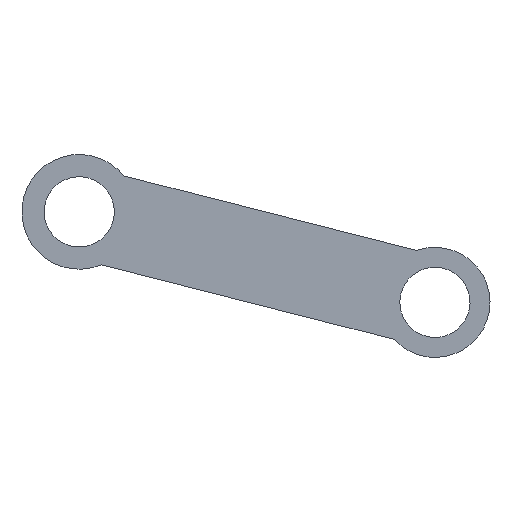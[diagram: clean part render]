
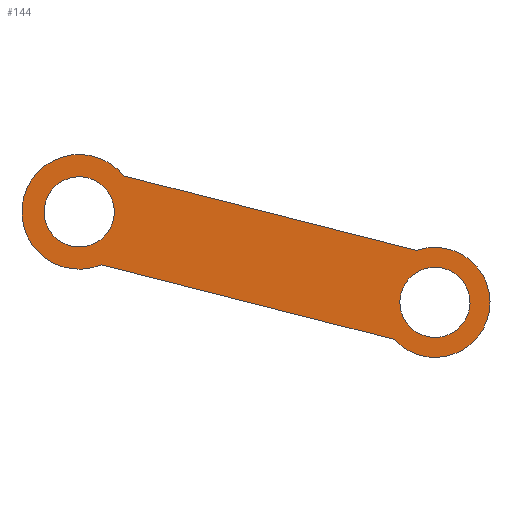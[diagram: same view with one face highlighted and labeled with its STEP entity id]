
A CAD part, front view. The second image highlights one B-rep face of the part: STEP entity #144.
In plain terms, the highlighted planar face has unit normal (0, -1, 0).
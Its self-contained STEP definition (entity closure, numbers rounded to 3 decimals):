
#21=FACE_BOUND('',#37,.T.);
#22=FACE_BOUND('',#38,.T.);
#26=FACE_OUTER_BOUND('',#36,.T.);
#36=EDGE_LOOP('',(#115,#116,#117,#118));
#37=EDGE_LOOP('',(#119));
#38=EDGE_LOOP('',(#120));
#48=LINE('',#246,#58);
#49=LINE('',#250,#59);
#58=VECTOR('',#202,10.);
#59=VECTOR('',#207,10.);
#67=CIRCLE('',#169,12.5);
#68=CIRCLE('',#172,12.);
#69=CIRCLE('',#173,7.65);
#70=CIRCLE('',#174,7.65);
#77=VERTEX_POINT('',#238);
#78=VERTEX_POINT('',#239);
#79=VERTEX_POINT('',#244);
#80=VERTEX_POINT('',#248);
#81=VERTEX_POINT('',#251);
#82=VERTEX_POINT('',#253);
#89=EDGE_CURVE('',#77,#78,#67,.T.);
#93=EDGE_CURVE('',#79,#77,#48,.T.);
#94=EDGE_CURVE('',#80,#79,#68,.F.);
#95=EDGE_CURVE('',#80,#78,#49,.T.);
#96=EDGE_CURVE('',#81,#81,#69,.T.);
#97=EDGE_CURVE('',#82,#82,#70,.F.);
#115=ORIENTED_EDGE('',*,*,#89,.F.);
#116=ORIENTED_EDGE('',*,*,#93,.F.);
#117=ORIENTED_EDGE('',*,*,#94,.F.);
#118=ORIENTED_EDGE('',*,*,#95,.T.);
#119=ORIENTED_EDGE('',*,*,#96,.F.);
#120=ORIENTED_EDGE('',*,*,#97,.F.);
#139=PLANE('',#171);
#144=ADVANCED_FACE('',(#26,#21,#22),#139,.F.);
#169=AXIS2_PLACEMENT_3D('',#240,#195,#196);
#171=AXIS2_PLACEMENT_3D('',#247,#203,#204);
#172=AXIS2_PLACEMENT_3D('',#249,#205,#206);
#173=AXIS2_PLACEMENT_3D('',#252,#208,#209);
#174=AXIS2_PLACEMENT_3D('',#254,#210,#211);
#195=DIRECTION('center_axis',(0.,1.,0.));
#196=DIRECTION('ref_axis',(-0.914,0.,-0.406));
#202=DIRECTION('',(-0.969,0.,0.247));
#203=DIRECTION('center_axis',(0.,1.,0.));
#204=DIRECTION('ref_axis',(0.952,0.,0.307));
#205=DIRECTION('center_axis',(0.,-1.,0.));
#206=DIRECTION('ref_axis',(0.952,0.,0.307));
#207=DIRECTION('',(-0.969,0.,0.247));
#208=DIRECTION('center_axis',(0.,-1.,0.));
#209=DIRECTION('ref_axis',(-0.914,0.,-0.406));
#210=DIRECTION('center_axis',(0.,1.,0.));
#211=DIRECTION('ref_axis',(0.952,0.,0.307));
#238=CARTESIAN_POINT('',(-42.756,-190.,-40.59));
#239=CARTESIAN_POINT('',(-37.824,-190.,-21.208));
#240=CARTESIAN_POINT('Origin',(-47.558,-190.,-29.049));
#244=CARTESIAN_POINT('',(21.077,-190.,-56.833));
#246=CARTESIAN_POINT('',(41.073,-190.,-61.921));
#247=CARTESIAN_POINT('Origin',(106.838,-190.,-33.412));
#248=CARTESIAN_POINT('',(26.009,-190.,-37.45));
#249=CARTESIAN_POINT('Origin',(29.971,-190.,-48.777));
#250=CARTESIAN_POINT('',(46.005,-190.,-42.539));
#251=CARTESIAN_POINT('',(-40.568,-190.,-25.941));
#252=CARTESIAN_POINT('Origin',(-47.558,-190.,-29.049));
#253=CARTESIAN_POINT('',(22.691,-190.,-51.128));
#254=CARTESIAN_POINT('Origin',(29.971,-190.,-48.777));
